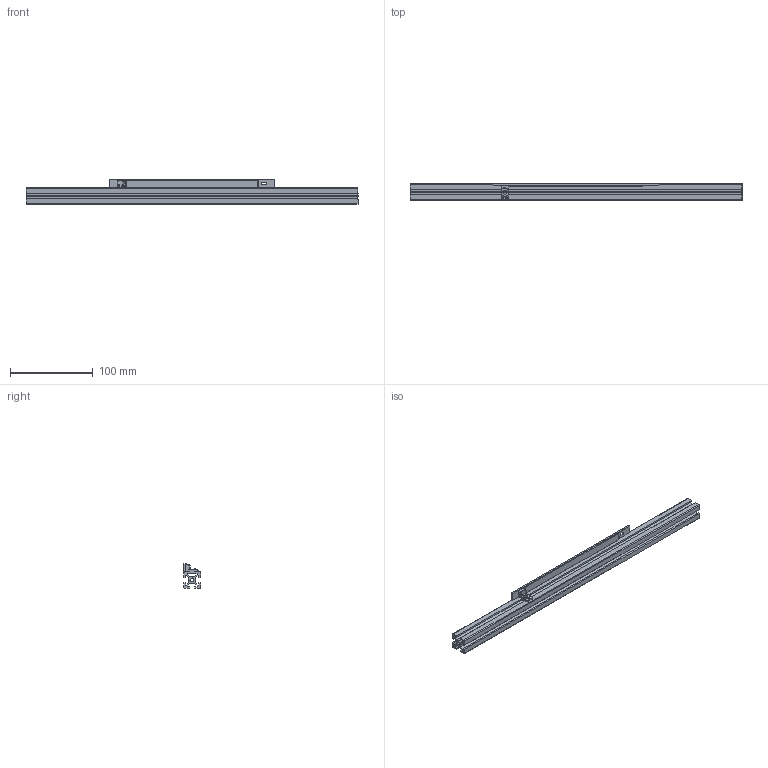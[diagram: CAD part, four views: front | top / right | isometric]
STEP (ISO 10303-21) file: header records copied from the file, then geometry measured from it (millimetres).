
FILE_DESCRIPTION(/* description */ (''),/* implementation_level */ '2;1');
FILE_NAME(/* name */ 'led_mount v3.step',/* time_stamp */ '2018-11-10T03:29:22+01:00',/* author */ ('tin.pecirep'),/* organization */ (''),/* preprocessor_version */ 'ST-DEVELOPER v17.2',/* originating_system */ 'Autodesk Translation Framework v7.6.0.251',/* authorisation */ '');
FILE_SCHEMA (('AUTOMOTIVE_DESIGN { 1 0 10303 214 3 1 1 }'));
Length unit declared in the file: millimetre
Products named in the file (3): led_mount; Component1; HFSB5-2020-400 v1
Assembly tree (2 placements, depth 2):
  led_mount
    Component1
    HFSB5-2020-400 v1
Bounding box: 400 x 20.5 x 30 mm (x, y, z)
Volume: 78964.7 mm3; surface area: 75664 mm2
Topology: 3 solids, 3 shells, 165 faces, 438 edges, 277 vertices
Faces by surface type: plane 112, cylinder 28, bspline 25
Full cylindrical faces by diameter (mm): 4.2 x1, 5 x1
Entity records: 5911 total; most frequent: CARTESIAN_POINT 1777, ORIENTED_EDGE 868, DIRECTION 792, EDGE_CURVE 434, LINE 320, VECTOR 320, VERTEX_POINT 277, AXIS2_PLACEMENT_3D 236
